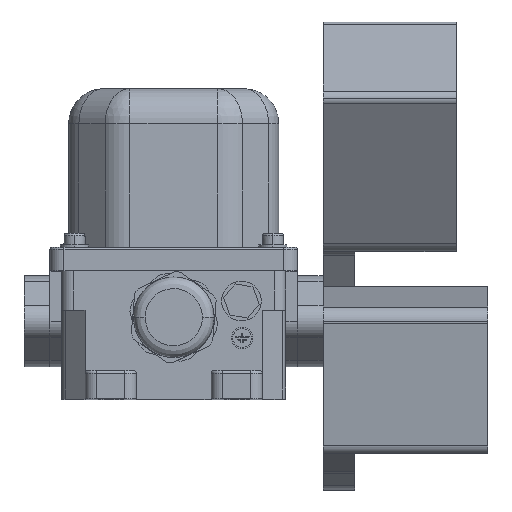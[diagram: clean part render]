
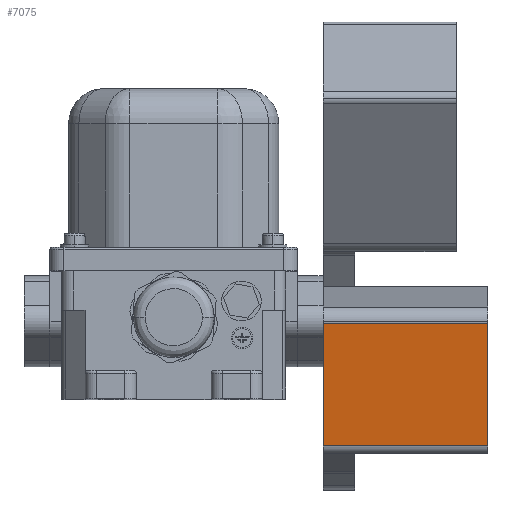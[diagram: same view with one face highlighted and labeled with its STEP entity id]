
A CAD part, top view. The second image highlights one B-rep face of the part: STEP entity #7075.
In plain terms, the highlighted planar face has unit normal (0, -0.135, 0.991).
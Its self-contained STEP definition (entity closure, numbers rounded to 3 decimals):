
#482 = DIRECTION ( 'NONE',  ( 0., 0.135, -0.991 ) ) ;
#908 = CARTESIAN_POINT ( 'NONE',  ( 77.5, 32.42, 140.775 ) ) ;
#2245 = VECTOR ( 'NONE', #8324, 1000. ) ;
#2451 = DIRECTION ( 'NONE',  ( -1., 0., 0. ) ) ;
#2744 = EDGE_CURVE ( 'NONE', #19677, #19028, #18605, .T. ) ;
#3310 = ORIENTED_EDGE ( 'NONE', *, *, #13728, .T. ) ;
#4114 = ORIENTED_EDGE ( 'NONE', *, *, #5031, .F. ) ;
#4160 = CARTESIAN_POINT ( 'NONE',  ( 134.5, -20.151, 133.614 ) ) ;
#4659 = CARTESIAN_POINT ( 'NONE',  ( 134.5, 32.42, 140.775 ) ) ;
#4996 = VECTOR ( 'NONE', #10580, 1000. ) ;
#5031 = EDGE_CURVE ( 'NONE', #19028, #11635, #16879, .T. ) ;
#6250 = VECTOR ( 'NONE', #19678, 1000. ) ;
#6431 = CARTESIAN_POINT ( 'NONE',  ( 64., -20.151, 133.614 ) ) ;
#6544 = VERTEX_POINT ( 'NONE', #7760 ) ;
#7075 = ADVANCED_FACE ( 'NONE', ( #13128 ), #19022, .F. ) ;
#7708 = VECTOR ( 'NONE', #2451, 1000. ) ;
#7760 = CARTESIAN_POINT ( 'NONE',  ( 64., 32.42, 140.775 ) ) ;
#8324 = DIRECTION ( 'NONE',  ( 0., -0.991, -0.135 ) ) ;
#8387 = CARTESIAN_POINT ( 'NONE',  ( 64., 32.42, 140.775 ) ) ;
#9753 = CARTESIAN_POINT ( 'NONE',  ( 77.5, 32.42, 140.775 ) ) ;
#10329 = CARTESIAN_POINT ( 'NONE',  ( 134.5, -20.151, 133.614 ) ) ;
#10580 = DIRECTION ( 'NONE',  ( -1., 0., 0. ) ) ;
#11304 = DIRECTION ( 'NONE',  ( 0., 0.991, 0.135 ) ) ;
#11567 = AXIS2_PLACEMENT_3D ( 'NONE', #9753, #482, #11304 ) ;
#11635 = VERTEX_POINT ( 'NONE', #6431 ) ;
#11712 = EDGE_CURVE ( 'NONE', #6544, #11635, #14578, .T. ) ;
#12853 = EDGE_LOOP ( 'NONE', ( #13647, #4114, #14399, #3310 ) ) ;
#13128 = FACE_OUTER_BOUND ( 'NONE', #12853, .T. ) ;
#13647 = ORIENTED_EDGE ( 'NONE', *, *, #11712, .T. ) ;
#13728 = EDGE_CURVE ( 'NONE', #19677, #6544, #20060, .T. ) ;
#14399 = ORIENTED_EDGE ( 'NONE', *, *, #2744, .F. ) ;
#14578 = LINE ( 'NONE', #8387, #2245 ) ;
#16879 = LINE ( 'NONE', #19841, #4996 ) ;
#18605 = LINE ( 'NONE', #4160, #6250 ) ;
#19022 = PLANE ( 'NONE',  #11567 ) ;
#19028 = VERTEX_POINT ( 'NONE', #10329 ) ;
#19677 = VERTEX_POINT ( 'NONE', #4659 ) ;
#19678 = DIRECTION ( 'NONE',  ( 0., -0.991, -0.135 ) ) ;
#19841 = CARTESIAN_POINT ( 'NONE',  ( 77.5, -20.151, 133.614 ) ) ;
#20060 = LINE ( 'NONE', #908, #7708 ) ;
